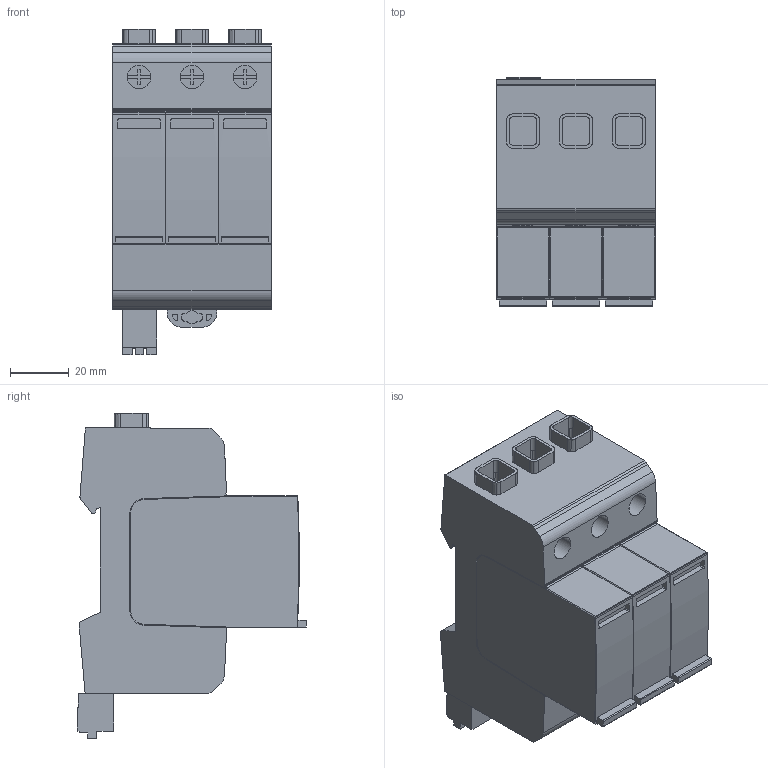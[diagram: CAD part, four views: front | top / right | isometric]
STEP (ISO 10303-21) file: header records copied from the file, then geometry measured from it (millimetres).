
FILE_DESCRIPTION((''),'2;1');
FILE_NAME('NWEGEN_CUSTOMER_2P1_3P0_T2_PV_R','2018-09-04T11:09:22',('Sebastjan.kamensek'),('Audax d.o.o.'),'CREO PARAMETRIC BY PTC INC, 2017260','CREO PARAMETRIC BY PTC INC, 2017260','');
FILE_SCHEMA(('AP242_MANAGED_MODEL_BASED_3D_ENGINEERING_MIM_LF { 1 0 10303 442 1 1 4 }'));
Length unit declared in the file: millimetre
Products named in the file (1): NWEGEN_CUSTOMER_2P1_3P0_T2_PV_R
Bounding box: 54 x 77.85 x 110.6 mm (x, y, z)
Volume: 282141.4 mm3; surface area: 33194.3 mm2
Topology: 1 solids, 1 shells, 396 faces, 1114 edges, 735 vertices
Faces by surface type: plane 239, extrusion 78, cylinder 73, cone 6
Entity records: 14315 total; most frequent: CARTESIAN_POINT 3903, ORIENTED_EDGE 2228, DIRECTION 1813, EDGE_CURVE 1114, VECTOR 825, LINE 747, VERTEX_POINT 735, AXIS2_PLACEMENT_3D 494
